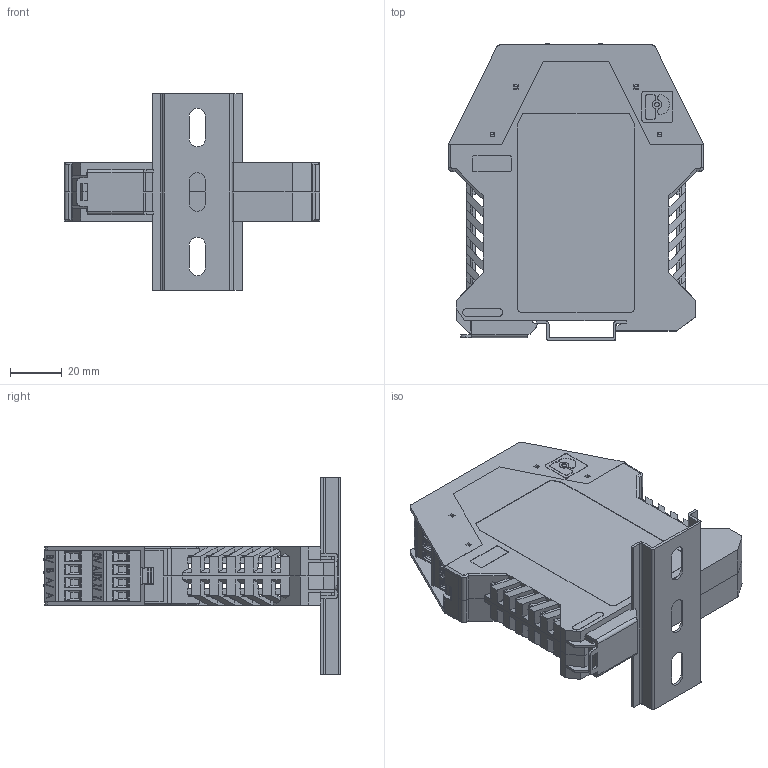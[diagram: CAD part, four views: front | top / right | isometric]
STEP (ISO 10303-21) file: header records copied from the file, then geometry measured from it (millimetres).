
FILE_DESCRIPTION (( 'STEP AP203' ), '1' );
FILE_NAME ('3-D Electronic Module Assembly.STEP', '2019-05-09T14:57:24', ( '' ), ( '' ), 'SwSTEP 2.0', 'SolidWorks 2017', '' );
FILE_SCHEMA (( 'CONFIG_CONTROL_DESIGN' ));
Length unit declared in the file: inch
Products named in the file (13): 2908430; 62003-005_62003-007; MKDSO_2_5-4-R_H.Select__00480757; Fussriegel_17.5_L30_H.Select; 2908443; ME_22.5_UTL_H_H.Select__00392903; 38362-003 DIN rail_38362-001; ME_22.5_UTR_H_H.Select__00393036; 3-D Electronic Module Assembly; ME_VERRIEGELUNGSHAKEN.1; LED dummy_GREEN LED; LED dummy_RED LED; MKDSO_2_5-4-L_H.Select__00544590
Assembly tree (20 placements, depth 3):
  3-D Electronic Module Assembly
    62003-005_62003-007
    Fussriegel_17.5_L30_H.Select
    ME_22.5_UTL_H_H.Select__00392903
    ME_22.5_UTR_H_H.Select__00393036
    ME_VERRIEGELUNGSHAKEN.1  x2
    LED dummy_GREEN LED
    LED dummy_RED LED  x6
    2908430  x2
      MKDSO_2_5-4-L_H.Select__00544590
    2908443  x2
      MKDSO_2_5-4-R_H.Select__00480757
    38362-003 DIN rail_38362-001
Bounding box: 99 x 115.16 x 76.2 mm (x, y, z)
Volume: 60880.8 mm3; surface area: 76235.4 mm2
Topology: 16 solids, 20 shells, 2664 faces, 7489 edges, 4901 vertices
Faces by surface type: plane 2112, cylinder 300, bspline 234, sphere 14, cone 4
Entity records: 82895 total; most frequent: CARTESIAN_POINT 26566, ORIENTED_EDGE 12150, DIRECTION 9946, EDGE_CURVE 6077, LINE 5132, VECTOR 5132, VERTEX_POINT 3991, AXIS2_PLACEMENT_3D 2407
